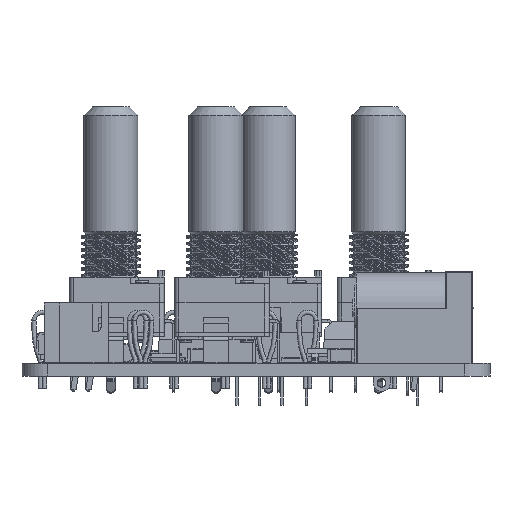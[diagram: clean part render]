
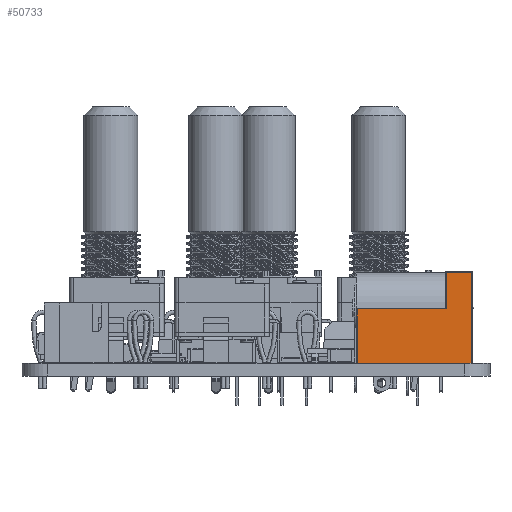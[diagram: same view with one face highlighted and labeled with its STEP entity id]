
A CAD part, left-side view. The second image highlights one B-rep face of the part: STEP entity #50733.
In plain terms, the highlighted face is planar.
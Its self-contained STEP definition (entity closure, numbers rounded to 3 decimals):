
#50484 = VERTEX_POINT('',#50485);
#50485 = CARTESIAN_POINT('',(-10.6,4.5,10.6));
#50492 = EDGE_CURVE('',#50484,#50493,#50495,.T.);
#50493 = VERTEX_POINT('',#50494);
#50494 = CARTESIAN_POINT('',(-13.6,4.5,10.6));
#50495 = LINE('',#50496,#50497);
#50496 = CARTESIAN_POINT('',(-10.5,4.5,10.6));
#50497 = VECTOR('',#50498,1.);
#50498 = DIRECTION('',(-1.,0.,0.));
#50733 = ADVANCED_FACE('',(#50734),#50775,.T.);
#50734 = FACE_BOUND('',#50735,.T.);
#50735 = EDGE_LOOP('',(#50736,#50746,#50752,#50753,#50761,#50769));
#50736 = ORIENTED_EDGE('',*,*,#50737,.T.);
#50737 = EDGE_CURVE('',#50738,#50740,#50742,.T.);
#50738 = VERTEX_POINT('',#50739);
#50739 = CARTESIAN_POINT('',(-0.1,4.5,-0.1));
#50740 = VERTEX_POINT('',#50741);
#50741 = CARTESIAN_POINT('',(-13.6,4.5,-0.1));
#50742 = LINE('',#50743,#50744);
#50743 = CARTESIAN_POINT('',(0.,4.5,-0.1));
#50744 = VECTOR('',#50745,1.);
#50745 = DIRECTION('',(-1.,0.,0.));
#50746 = ORIENTED_EDGE('',*,*,#50747,.T.);
#50747 = EDGE_CURVE('',#50740,#50493,#50748,.T.);
#50748 = LINE('',#50749,#50750);
#50749 = CARTESIAN_POINT('',(-13.6,4.5,-0.1));
#50750 = VECTOR('',#50751,1.);
#50751 = DIRECTION('',(0.,0.,1.));
#50752 = ORIENTED_EDGE('',*,*,#50492,.F.);
#50753 = ORIENTED_EDGE('',*,*,#50754,.F.);
#50754 = EDGE_CURVE('',#50755,#50484,#50757,.T.);
#50755 = VERTEX_POINT('',#50756);
#50756 = CARTESIAN_POINT('',(-10.6,4.5,6.3));
#50757 = LINE('',#50758,#50759);
#50758 = CARTESIAN_POINT('',(-10.6,4.5,6.4));
#50759 = VECTOR('',#50760,1.);
#50760 = DIRECTION('',(0.,0.,1.));
#50761 = ORIENTED_EDGE('',*,*,#50762,.F.);
#50762 = EDGE_CURVE('',#50763,#50755,#50765,.T.);
#50763 = VERTEX_POINT('',#50764);
#50764 = CARTESIAN_POINT('',(-0.1,4.5,6.3));
#50765 = LINE('',#50766,#50767);
#50766 = CARTESIAN_POINT('',(0.,4.5,6.3));
#50767 = VECTOR('',#50768,1.);
#50768 = DIRECTION('',(-1.,0.,0.));
#50769 = ORIENTED_EDGE('',*,*,#50770,.T.);
#50770 = EDGE_CURVE('',#50763,#50738,#50771,.T.);
#50771 = LINE('',#50772,#50773);
#50772 = CARTESIAN_POINT('',(-0.1,4.5,6.4));
#50773 = VECTOR('',#50774,1.);
#50774 = DIRECTION('',(0.,0.,-1.));
#50775 = PLANE('',#50776);
#50776 = AXIS2_PLACEMENT_3D('',#50777,#50778,#50779);
#50777 = CARTESIAN_POINT('',(-7.771,4.5,4.379));
#50778 = DIRECTION('',(0.,1.,0.));
#50779 = DIRECTION('',(0.,0.,-1.));
